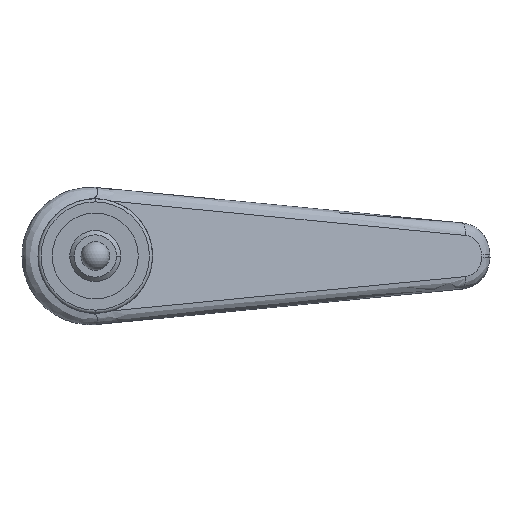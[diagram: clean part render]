
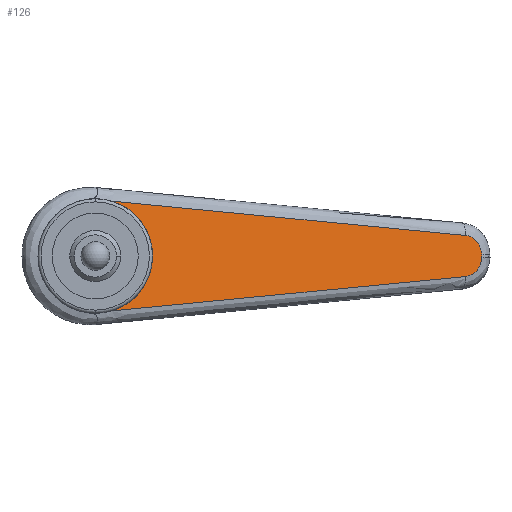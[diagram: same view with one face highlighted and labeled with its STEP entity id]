
A CAD part, front view. The second image highlights one B-rep face of the part: STEP entity #126.
In plain terms, the highlighted planar face has unit normal (0.342, -0.94, 0).
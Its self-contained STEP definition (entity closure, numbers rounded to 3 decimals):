
#126=ADVANCED_FACE('',(#286),#287,.F.);
#286=FACE_OUTER_BOUND('',#674,.T.);
#287=PLANE('',#675);
#674=EDGE_LOOP('',(#1147,#1148,#1149,#1150,#1151,#1152,#1153));
#675=AXIS2_PLACEMENT_3D('',#1154,#1155,#1156);
#1147=ORIENTED_EDGE('',*,*,#1511,.F.);
#1148=ORIENTED_EDGE('',*,*,#1531,.F.);
#1149=ORIENTED_EDGE('',*,*,#1457,.F.);
#1150=ORIENTED_EDGE('',*,*,#1525,.F.);
#1151=ORIENTED_EDGE('',*,*,#1519,.F.);
#1152=ORIENTED_EDGE('',*,*,#1466,.T.);
#1153=ORIENTED_EDGE('',*,*,#1502,.T.);
#1154=CARTESIAN_POINT('',(10.495,20.32,0.0));
#1155=DIRECTION('',(-0.342,0.94,0.0));
#1156=DIRECTION('',(0.0,0.0,1.0));
#1457=EDGE_CURVE('',#1654,#1656,#1657,.T.);
#1466=EDGE_CURVE('',#1672,#1669,#1673,.T.);
#1502=EDGE_CURVE('',#1669,#1725,#1727,.T.);
#1511=EDGE_CURVE('',#1738,#1725,#1740,.T.);
#1519=EDGE_CURVE('',#1672,#1750,#1751,.T.);
#1525=EDGE_CURVE('',#1750,#1654,#1759,.T.);
#1531=EDGE_CURVE('',#1656,#1738,#1766,.T.);
#1654=VERTEX_POINT('',#1939);
#1656=VERTEX_POINT('',#1941);
#1657=LINE('',#1942,#1943);
#1669=VERTEX_POINT('',#2014);
#1672=VERTEX_POINT('',#2018);
#1673=ELLIPSE('',#2019,9.578,9.0);
#1725=VERTEX_POINT('',#2093);
#1727=ELLIPSE('',#2112,9.578,9.0);
#1738=VERTEX_POINT('',#2249);
#1740=B_SPLINE_CURVE_WITH_KNOTS('',3,(#2251,#2252,#2253,#2254),.UNSPECIFIED.,.F.,.F.,(4,4),(-6.141,-0.207),.UNSPECIFIED.);
#1750=VERTEX_POINT('',#2280);
#1751=B_SPLINE_CURVE_WITH_KNOTS('',3,(#2281,#2282,#2283,#2284),.UNSPECIFIED.,.F.,.F.,(4,4),(0.207,6.141),.UNSPECIFIED.);
#1759=ELLIPSE('',#2304,3.015,3.);
#1766=ELLIPSE('',#2321,3.015,3.);
#1939=CARTESIAN_POINT('',(60.684,38.587,0.225));
#1941=CARTESIAN_POINT('',(60.684,38.587,-0.225));
#1942=CARTESIAN_POINT('',(60.684,38.587,0.));
#1943=VECTOR('',#2601,10.0);
#2014=CARTESIAN_POINT('',(9.0,19.776,0.));
#2018=CARTESIAN_POINT('',(2.581,17.439,8.622));
#2019=AXIS2_PLACEMENT_3D('',#2608,#2609,#2610);
#2093=CARTESIAN_POINT('',(2.581,17.439,-8.622));
#2112=AXIS2_PLACEMENT_3D('',#2673,#2674,#2675);
#2249=CARTESIAN_POINT('',(58.113,37.651,-3.228));
#2251=CARTESIAN_POINT('',(58.113,37.651,-3.228));
#2252=CARTESIAN_POINT('',(39.598,30.913,-4.977));
#2253=CARTESIAN_POINT('',(21.089,24.176,-6.794));
#2254=CARTESIAN_POINT('',(2.581,17.439,-8.622));
#2280=CARTESIAN_POINT('',(58.113,37.651,3.228));
#2281=CARTESIAN_POINT('',(2.581,17.439,8.622));
#2282=CARTESIAN_POINT('',(21.089,24.176,6.794));
#2283=CARTESIAN_POINT('',(39.598,30.913,4.977));
#2284=CARTESIAN_POINT('',(58.113,37.651,3.228));
#2304=AXIS2_PLACEMENT_3D('',#2692,#2693,#2694);
#2321=AXIS2_PLACEMENT_3D('',#2699,#2700,#2701);
#2601=DIRECTION('',(0.,0.,-1.0));
#2608=CARTESIAN_POINT('',(0.,16.5,0.0));
#2609=DIRECTION('',(-0.342,0.94,0.0));
#2610=DIRECTION('',(0.94,0.342,0.0));
#2673=CARTESIAN_POINT('',(0.,16.5,0.0));
#2674=DIRECTION('',(-0.342,0.94,0.0));
#2675=DIRECTION('',(0.94,0.342,0.0));
#2692=CARTESIAN_POINT('',(57.865,37.561,0.225));
#2693=DIRECTION('',(-0.342,0.94,0.));
#2694=DIRECTION('',(0.001,0.,1.));
#2699=CARTESIAN_POINT('',(57.865,37.561,-0.225));
#2700=DIRECTION('',(-0.342,0.94,0.));
#2701=DIRECTION('',(-0.001,0.,1.));
